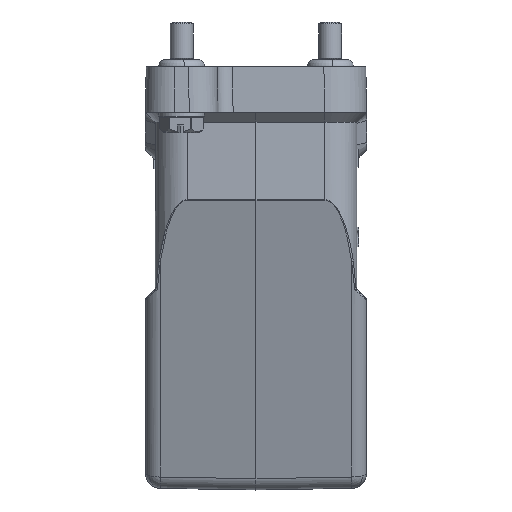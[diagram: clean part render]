
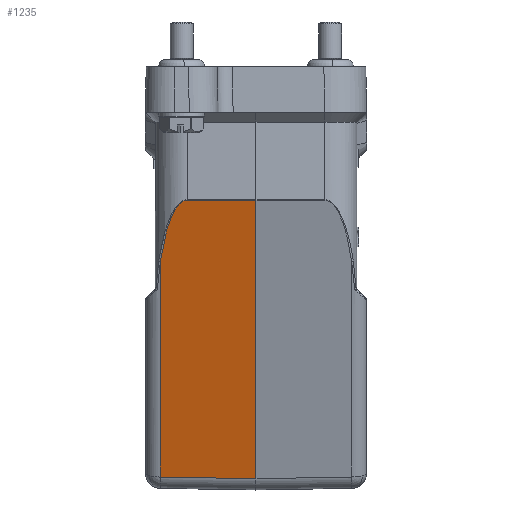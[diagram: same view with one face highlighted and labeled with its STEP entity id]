
A CAD part, left-side view. The second image highlights one B-rep face of the part: STEP entity #1235.
In plain terms, the highlighted planar face has unit normal (-0.966, 0.018, -0.259).
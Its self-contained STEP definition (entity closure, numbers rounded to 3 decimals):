
#487=B_SPLINE_CURVE_WITH_KNOTS('',3,(#17592,#17593,#17594,#17595,#17596,
#17597,#17598,#17599,#17600,#17601,#17602,#17603,#17604,#17605,#17606,#17607,
#17608,#17609,#17610,#17611),.UNSPECIFIED.,.F.,.F.,(4,2,2,2,2,2,2,2,2,4),
(0.,0.25,0.5,0.625,0.75,0.813,0.875,0.938,0.969,1.),.UNSPECIFIED.);
#1235=ADVANCED_FACE('NONE',(#1998),#1545,.F.);
#1545=PLANE('',#9651);
#1998=FACE_OUTER_BOUND('',#2558,.T.);
#2558=EDGE_LOOP('',(#6058,#6059,#6060,#6061,#6062));
#3242=LINE('',#17745,#3924);
#3279=LINE('',#18307,#3961);
#3280=LINE('',#18309,#3962);
#3281=LINE('',#18310,#3963);
#3924=VECTOR('',#11475,1.);
#3961=VECTOR('',#11582,1.);
#3962=VECTOR('',#11583,1.);
#3963=VECTOR('',#11584,1.);
#6058=ORIENTED_EDGE('',*,*,#8608,.F.);
#6059=ORIENTED_EDGE('',*,*,#8609,.F.);
#6060=ORIENTED_EDGE('',*,*,#8539,.F.);
#6061=ORIENTED_EDGE('',*,*,#8534,.F.);
#6062=ORIENTED_EDGE('',*,*,#8610,.F.);
#6739=VERTEX_POINT('',#12173);
#7362=VERTEX_POINT('',#17586);
#7363=VERTEX_POINT('',#17591);
#7366=VERTEX_POINT('',#17746);
#7404=VERTEX_POINT('',#18308);
#8534=EDGE_CURVE('NONE',#7363,#7362,#487,.T.);
#8539=EDGE_CURVE('NONE',#7362,#7366,#3242,.T.);
#8608=EDGE_CURVE('NONE',#7404,#6739,#3279,.T.);
#8609=EDGE_CURVE('NONE',#7366,#7404,#3280,.T.);
#8610=EDGE_CURVE('NONE',#6739,#7363,#3281,.T.);
#9651=AXIS2_PLACEMENT_3D('',#18311,#11585,#11586);
#11475=DIRECTION('',(-0.017,-1.,-0.002));
#11582=DIRECTION('',(0.013,1.,0.017));
#11583=DIRECTION('',(0.259,0.,-0.966));
#11584=DIRECTION('',(-0.259,0.,0.966));
#11585=DIRECTION('',(0.966,-0.017,0.259));
#11586=DIRECTION('',(0.259,0.,-0.966));
#12173=CARTESIAN_POINT('',(-55.094,25.07,-95.598));
#17586=CARTESIAN_POINT('',(-74.668,18.048,-23.022));
#17591=CARTESIAN_POINT('',(-70.235,25.07,-39.091));
#17592=CARTESIAN_POINT('',(-70.235,25.07,-39.091));
#17593=CARTESIAN_POINT('',(-70.646,24.866,-37.573));
#17594=CARTESIAN_POINT('',(-71.055,24.619,-36.062));
#17595=CARTESIAN_POINT('',(-71.87,24.009,-33.061));
#17596=CARTESIAN_POINT('',(-72.276,23.647,-31.571));
#17597=CARTESIAN_POINT('',(-72.876,22.965,-29.377));
#17598=CARTESIAN_POINT('',(-73.075,22.714,-28.653));
#17599=CARTESIAN_POINT('',(-73.466,22.142,-27.232));
#17600=CARTESIAN_POINT('',(-73.659,21.823,-26.533));
#17601=CARTESIAN_POINT('',(-73.938,21.258,-25.531));
#17602=CARTESIAN_POINT('',(-74.029,21.054,-25.205));
#17603=CARTESIAN_POINT('',(-74.204,20.607,-24.58));
#17604=CARTESIAN_POINT('',(-74.289,20.363,-24.281));
#17605=CARTESIAN_POINT('',(-74.444,19.815,-23.739));
#17606=CARTESIAN_POINT('',(-74.515,19.511,-23.494));
#17607=CARTESIAN_POINT('',(-74.597,18.996,-23.223));
#17608=CARTESIAN_POINT('',(-74.62,18.814,-23.149));
#17609=CARTESIAN_POINT('',(-74.654,18.439,-23.048));
#17610=CARTESIAN_POINT('',(-74.665,18.244,-23.022));
#17611=CARTESIAN_POINT('',(-74.668,18.048,-23.022));
#17745=CARTESIAN_POINT('',(-74.662,18.396,-23.021));
#17746=CARTESIAN_POINT('',(-74.983,0.,-23.064));
#18307=CARTESIAN_POINT('',(-55.43,0.,-96.036));
#18308=CARTESIAN_POINT('',(-55.43,0.,-96.036));
#18309=CARTESIAN_POINT('',(-54.636,0.,-99.));
#18310=CARTESIAN_POINT('',(-54.213,25.07,-98.887));
#18311=CARTESIAN_POINT('',(-54.636,0.,-99.));
